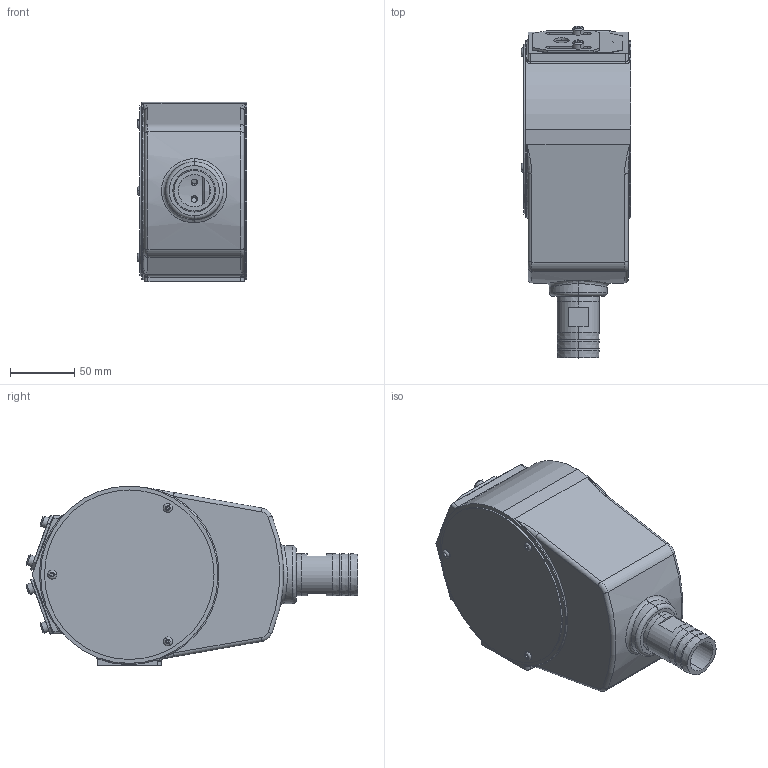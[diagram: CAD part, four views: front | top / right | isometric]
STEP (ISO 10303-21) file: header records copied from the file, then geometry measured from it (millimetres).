
FILE_DESCRIPTION (( 'STEP AP203' ), '1' );
FILE_NAME ('CF-CT-08S.STEP', '2019-08-06T08:39:53', ( '' ), ( '' ), 'SwSTEP 2.0', 'SolidWorks 2016', '' );
FILE_SCHEMA (( 'CONFIG_CONTROL_DESIGN' ));
Length unit declared in the file: millimetre
Products named in the file (9): CT-08洩油管; CT-08蓋板; M4x8半圓頭; CT-08檢出板B; CT-08檢出板A; CF-CT-S08-14000; M5x8; CF-CT-08S; CT-08集水盒本體
Assembly tree (15 placements, depth 2):
  CF-CT-08S
    CT-08集水盒本體
    CT-08洩油管
    CT-08蓋板
    M4x8半圓頭  x3
    CT-08檢出板B  x2
    CT-08檢出板A  x2
    M5x8  x4
    CF-CT-S08-14000
Bounding box: 85.5 x 258.35 x 140 mm (x, y, z)
Volume: 478438.3 mm3; surface area: 237280.3 mm2
Topology: 15 solids, 15 shells, 457 faces, 1085 edges, 669 vertices
Faces by surface type: plane 213, cylinder 139, cone 60, torus 33, bspline 12
Entity records: 11220 total; most frequent: CARTESIAN_POINT 3179, DIRECTION 1533, ORIENTED_EDGE 1370, EDGE_CURVE 685, AXIS2_PLACEMENT_3D 604, VERTEX_POINT 428, EDGE_LOOP 351, VECTOR 325
